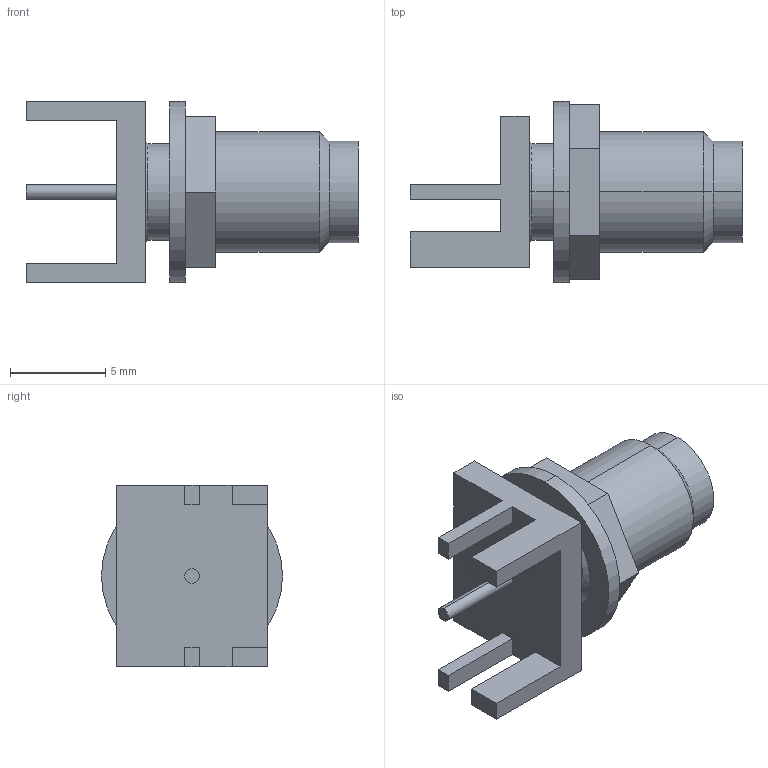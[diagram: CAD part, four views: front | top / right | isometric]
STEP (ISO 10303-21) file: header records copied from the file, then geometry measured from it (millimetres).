
FILE_DESCRIPTION (( 'STEP AP214' ), '1' );
FILE_NAME ('User Library-CONN PCB- RF COAX SMA EDGE RCPT 50 OHM (142-0701-871).STEP', '2014-04-03T15:20:06', ( 'Windows User' ), ( '' ), 'SwSTEP 2.0', 'SolidWorks 2014', '' );
FILE_SCHEMA (( 'AUTOMOTIVE_DESIGN' ));
Length unit declared in the file: inch
Products named in the file (1): User Library-CONN PCB- RF COAX SMA EDGE RCPT 50 OHM (142-0701-871)
Bounding box: 17.46 x 9.53 x 9.53 mm (x, y, z)
Volume: 498.2 mm3; surface area: 811.2 mm2
Topology: 3 solids, 3 shells, 59 faces, 140 edges, 89 vertices
Faces by surface type: plane 33, cylinder 18, cone 6, sphere 2
Entity records: 1778 total; most frequent: DIRECTION 300, CARTESIAN_POINT 287, ORIENTED_EDGE 276, EDGE_CURVE 138, AXIS2_PLACEMENT_3D 102, LINE 96, VECTOR 96, VERTEX_POINT 89
